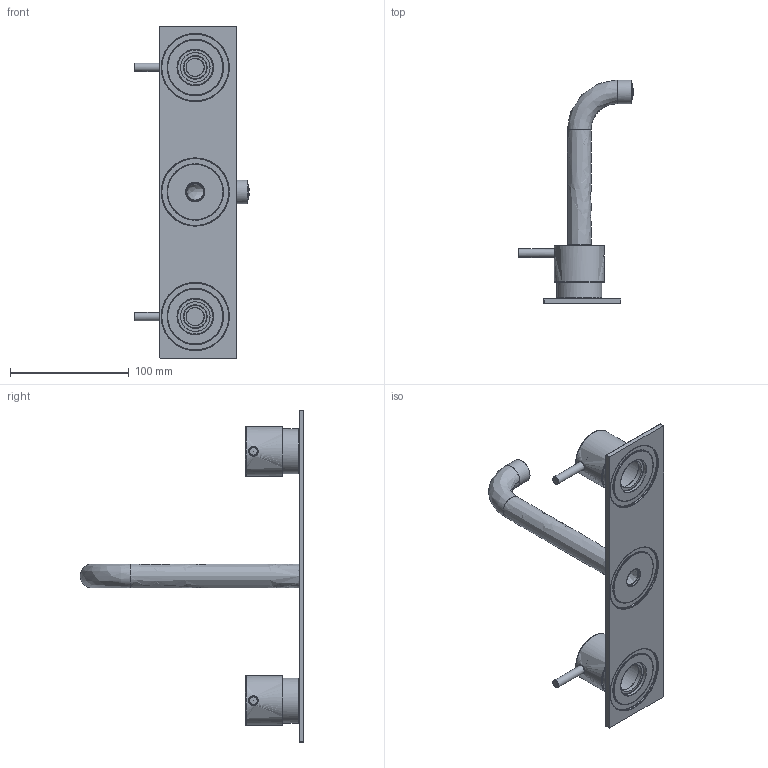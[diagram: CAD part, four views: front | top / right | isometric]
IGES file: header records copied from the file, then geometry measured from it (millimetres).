
Start section: C
Global section: file name: CB006T.igs; native system: By Siemens PLM Incorporated; preprocessor: XPlus GENERIC/IGES 18.0.17; author: Author; organization: Title; date: 20160315.095604; units: millimetre
Bounding box: 97.53 x 188.5 x 280 mm (x, y, z)
Volume: 40.8 mm3; surface area: 96126.3 mm2
Topology: 1 solids, 1 shells, 172 faces, 1005 edges, 1000 vertices
Faces by surface type: bspline 172
